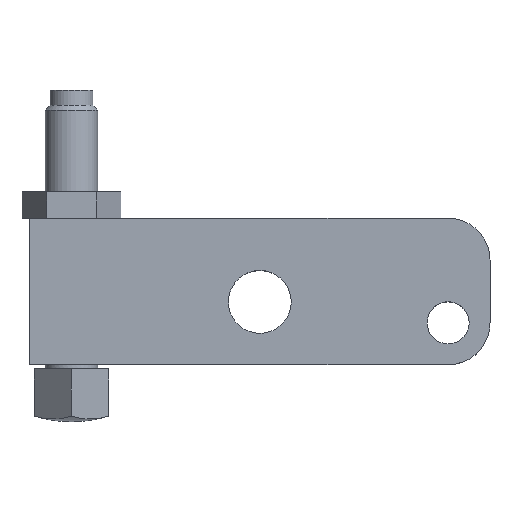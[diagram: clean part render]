
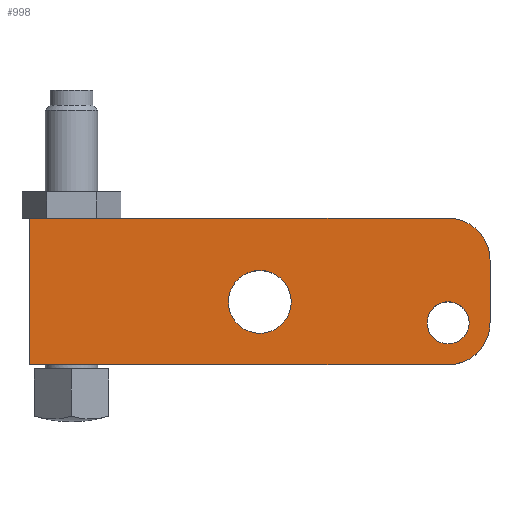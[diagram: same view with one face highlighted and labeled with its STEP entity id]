
A CAD part, top view. The second image highlights one B-rep face of the part: STEP entity #998.
In plain terms, the highlighted planar face has unit normal (0, 0, 1).
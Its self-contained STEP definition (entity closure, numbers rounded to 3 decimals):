
#253=CARTESIAN_POINT('',(0.,0.,7.938));
#254=DIRECTION('',(0.,0.,1.));
#255=DIRECTION('',(0.,-1.,0.));
#256=AXIS2_PLACEMENT_3D('',#253,#254,#255);
#275=CARTESIAN_POINT('',(0.,0.,7.938));
#276=DIRECTION('',(0.,0.,-1.));
#277=DIRECTION('',(-1.,0.,0.));
#278=AXIS2_PLACEMENT_3D('',#275,#276,#277);
#280=CARTESIAN_POINT('',(0.,0.,7.938));
#281=DIRECTION('',(0.,0.,-1.));
#282=DIRECTION('',(1.,0.,0.));
#283=AXIS2_PLACEMENT_3D('',#280,#281,#282);
#285=CARTESIAN_POINT('',(-28.575,3.175,7.938));
#286=DIRECTION('',(0.,0.,-1.));
#287=DIRECTION('',(-1.,0.,0.));
#288=AXIS2_PLACEMENT_3D('',#285,#286,#287);
#290=CARTESIAN_POINT('',(-28.575,3.175,7.938));
#291=DIRECTION('',(0.,0.,-1.));
#292=DIRECTION('',(1.,0.,0.));
#293=AXIS2_PLACEMENT_3D('',#290,#291,#292);
#295=DIRECTION('',(0.,1.,0.));
#296=VECTOR('',#295,9.525);
#297=CARTESIAN_POINT('',(6.35,0.,7.938));
#298=LINE('',#297,#296);
#299=DIRECTION('',(1.,0.,0.));
#300=VECTOR('',#299,63.5);
#301=CARTESIAN_POINT('',(-63.5,-6.35,7.938));
#302=LINE('',#301,#300);
#303=DIRECTION('',(0.,-1.,0.));
#304=VECTOR('',#303,22.225);
#305=CARTESIAN_POINT('',(-63.5,15.875,7.938));
#306=LINE('',#305,#304);
#307=DIRECTION('',(-1.,0.,0.));
#308=VECTOR('',#307,63.5);
#309=CARTESIAN_POINT('',(0.,15.875,7.938));
#310=LINE('',#309,#308);
#384=CARTESIAN_POINT('',(0.,9.525,7.938));
#385=DIRECTION('',(0.,0.,1.));
#386=DIRECTION('',(1.,0.,0.));
#387=AXIS2_PLACEMENT_3D('',#384,#385,#386);
#618=CARTESIAN_POINT('',(-63.5,15.875,7.938));
#619=CARTESIAN_POINT('',(-63.5,-6.35,7.938));
#620=VERTEX_POINT('',#618);
#621=VERTEX_POINT('',#619);
#626=CARTESIAN_POINT('',(-3.194,0.,7.938));
#627=CARTESIAN_POINT('',(3.194,0.,7.938));
#628=VERTEX_POINT('',#626);
#629=VERTEX_POINT('',#627);
#634=CARTESIAN_POINT('',(-33.344,3.175,7.938));
#635=CARTESIAN_POINT('',(-23.806,3.175,7.938));
#636=VERTEX_POINT('',#634);
#637=VERTEX_POINT('',#635);
#664=CARTESIAN_POINT('',(0.,-6.35,7.938));
#665=VERTEX_POINT('',#664);
#668=CARTESIAN_POINT('',(6.35,0.,7.938));
#669=VERTEX_POINT('',#668);
#674=CARTESIAN_POINT('',(0.,15.875,7.938));
#676=VERTEX_POINT('',#674);
#680=CARTESIAN_POINT('',(6.35,9.525,7.938));
#681=VERTEX_POINT('',#680);
#969=CARTESIAN_POINT('',(0.,0.,7.938));
#970=DIRECTION('',(0.,0.,1.));
#971=DIRECTION('',(1.,0.,0.));
#972=AXIS2_PLACEMENT_3D('',#969,#970,#971);
#973=PLANE('',#972);
#975=ORIENTED_EDGE('',*,*,#974,.F.);
#977=ORIENTED_EDGE('',*,*,#976,.F.);
#978=ORIENTED_EDGE('',*,*,#948,.F.);
#979=ORIENTED_EDGE('',*,*,#866,.F.);
#981=ORIENTED_EDGE('',*,*,#980,.F.);
#983=ORIENTED_EDGE('',*,*,#982,.F.);
#984=EDGE_LOOP('',(#975,#977,#978,#979,#981,#983));
#985=FACE_OUTER_BOUND('',#984,.F.);
#987=ORIENTED_EDGE('',*,*,#986,.F.);
#989=ORIENTED_EDGE('',*,*,#988,.F.);
#990=EDGE_LOOP('',(#987,#989));
#991=FACE_BOUND('',#990,.F.);
#993=ORIENTED_EDGE('',*,*,#992,.F.);
#995=ORIENTED_EDGE('',*,*,#994,.F.);
#996=EDGE_LOOP('',(#993,#995));
#997=FACE_BOUND('',#996,.F.);
#998=ADVANCED_FACE('',(#985,#991,#997),#973,.T.);
#257=CIRCLE('',#256,6.35);
#279=CIRCLE('',#278,3.194);
#284=CIRCLE('',#283,3.194);
#289=CIRCLE('',#288,4.769);
#294=CIRCLE('',#293,4.769);
#388=CIRCLE('',#387,6.35);
#866=EDGE_CURVE('',#621,#665,#302,.T.);
#948=EDGE_CURVE('',#665,#669,#257,.T.);
#974=EDGE_CURVE('',#681,#676,#388,.T.);
#976=EDGE_CURVE('',#669,#681,#298,.T.);
#980=EDGE_CURVE('',#620,#621,#306,.T.);
#982=EDGE_CURVE('',#676,#620,#310,.T.);
#986=EDGE_CURVE('',#628,#629,#279,.T.);
#988=EDGE_CURVE('',#629,#628,#284,.T.);
#992=EDGE_CURVE('',#636,#637,#289,.T.);
#994=EDGE_CURVE('',#637,#636,#294,.T.);
